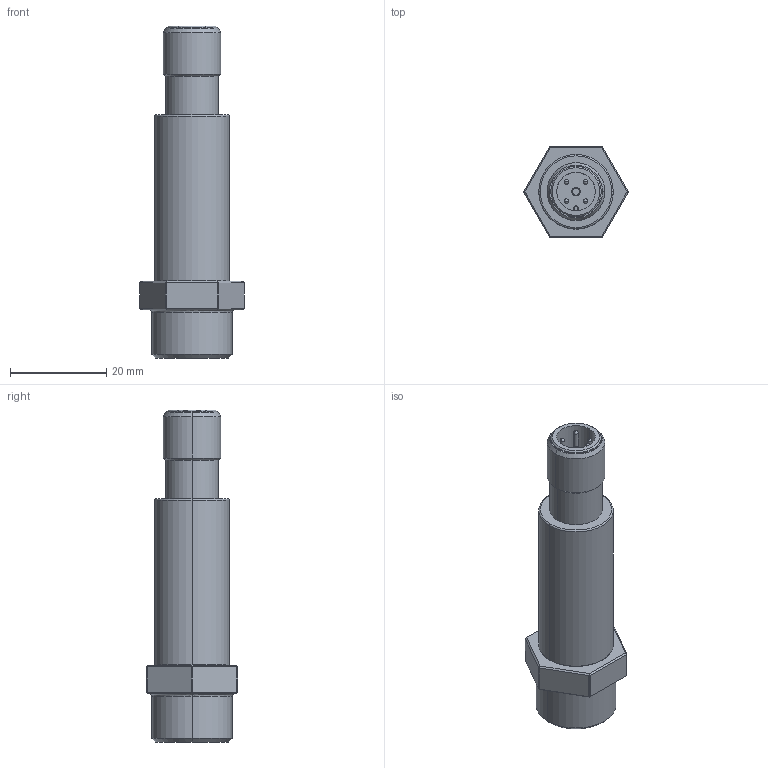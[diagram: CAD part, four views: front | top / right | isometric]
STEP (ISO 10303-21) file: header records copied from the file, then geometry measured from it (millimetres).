
FILE_DESCRIPTION(/* description */ ('Alibre Inc.'),/* implementation_level */ '2;1');
FILE_NAME(/* name */ 'export0',/* time_stamp */ '2018-07-06T09:35:51+02:00',/* author */ (''),/* organization */ (''),/* preprocessor_version */ 'ST-DEVELOPER v17',/* originating_system */ 'Alibre',/* authorisation */ '');
FILE_SCHEMA (('CONFIG_CONTROL_DESIGN'));
Length unit declared in the file: millimetre
Products named in the file (2): ID_1; ID_2
Bounding box: 21.85 x 19 x 69.1 mm (x, y, z)
Volume: 6408.9 mm3; surface area: 8008.9 mm2
Topology: 1 solids, 1 shells, 236 faces, 584 edges, 328 vertices
Faces by surface type: plane 89, cylinder 74, cone 44, torus 13, bspline 8, sphere 8
Entity records: 7133 total; most frequent: CARTESIAN_POINT 1559, DIRECTION 1114, ORIENTED_EDGE 1096, EDGE_CURVE 548, AXIS2_PLACEMENT_3D 448, VERTEX_POINT 324, VECTOR 319, LINE 319
